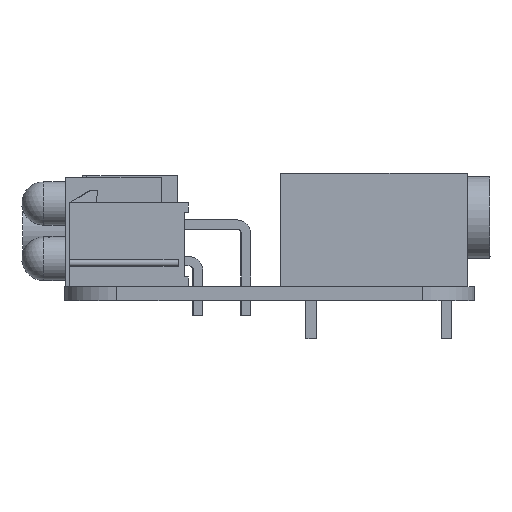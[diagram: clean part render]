
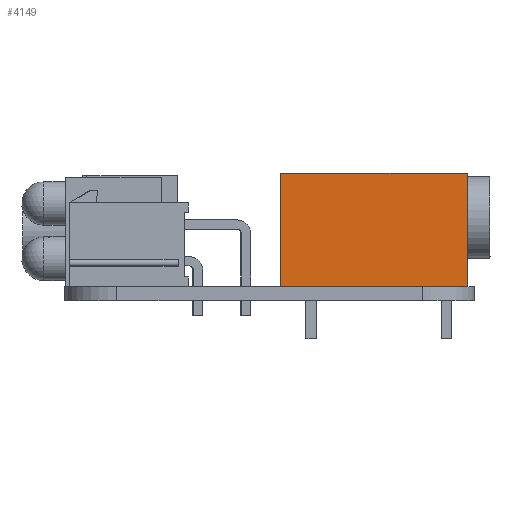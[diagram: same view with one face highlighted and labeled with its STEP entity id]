
A CAD part, front view. The second image highlights one B-rep face of the part: STEP entity #4149.
In plain terms, the highlighted planar face has unit normal (0, -1, 0).
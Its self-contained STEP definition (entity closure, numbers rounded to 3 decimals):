
#4124 = VERTEX_POINT('',#4125);
#4125 = CARTESIAN_POINT('',(-10.7,-5.05,13.));
#4131 = EDGE_CURVE('',#4132,#4124,#4134,.T.);
#4132 = VERTEX_POINT('',#4133);
#4133 = CARTESIAN_POINT('',(-10.7,-5.05,0.));
#4134 = LINE('',#4135,#4136);
#4135 = CARTESIAN_POINT('',(-10.7,-5.05,0.));
#4136 = VECTOR('',#4137,1.);
#4137 = DIRECTION('',(0.,0.,1.));
#4149 = ADVANCED_FACE('',(#4150),#4175,.F.);
#4150 = FACE_BOUND('',#4151,.F.);
#4151 = EDGE_LOOP('',(#4152,#4153,#4161,#4169));
#4152 = ORIENTED_EDGE('',*,*,#4131,.T.);
#4153 = ORIENTED_EDGE('',*,*,#4154,.T.);
#4154 = EDGE_CURVE('',#4124,#4155,#4157,.T.);
#4155 = VERTEX_POINT('',#4156);
#4156 = CARTESIAN_POINT('',(10.7,-5.05,13.));
#4157 = LINE('',#4158,#4159);
#4158 = CARTESIAN_POINT('',(-10.7,-5.05,13.));
#4159 = VECTOR('',#4160,1.);
#4160 = DIRECTION('',(1.,0.,0.));
#4161 = ORIENTED_EDGE('',*,*,#4162,.F.);
#4162 = EDGE_CURVE('',#4163,#4155,#4165,.T.);
#4163 = VERTEX_POINT('',#4164);
#4164 = CARTESIAN_POINT('',(10.7,-5.05,0.));
#4165 = LINE('',#4166,#4167);
#4166 = CARTESIAN_POINT('',(10.7,-5.05,0.));
#4167 = VECTOR('',#4168,1.);
#4168 = DIRECTION('',(0.,0.,1.));
#4169 = ORIENTED_EDGE('',*,*,#4170,.F.);
#4170 = EDGE_CURVE('',#4132,#4163,#4171,.T.);
#4171 = LINE('',#4172,#4173);
#4172 = CARTESIAN_POINT('',(-10.7,-5.05,0.));
#4173 = VECTOR('',#4174,1.);
#4174 = DIRECTION('',(1.,0.,0.));
#4175 = PLANE('',#4176);
#4176 = AXIS2_PLACEMENT_3D('',#4177,#4178,#4179);
#4177 = CARTESIAN_POINT('',(-10.7,-5.05,0.));
#4178 = DIRECTION('',(0.,1.,0.));
#4179 = DIRECTION('',(1.,0.,0.));
